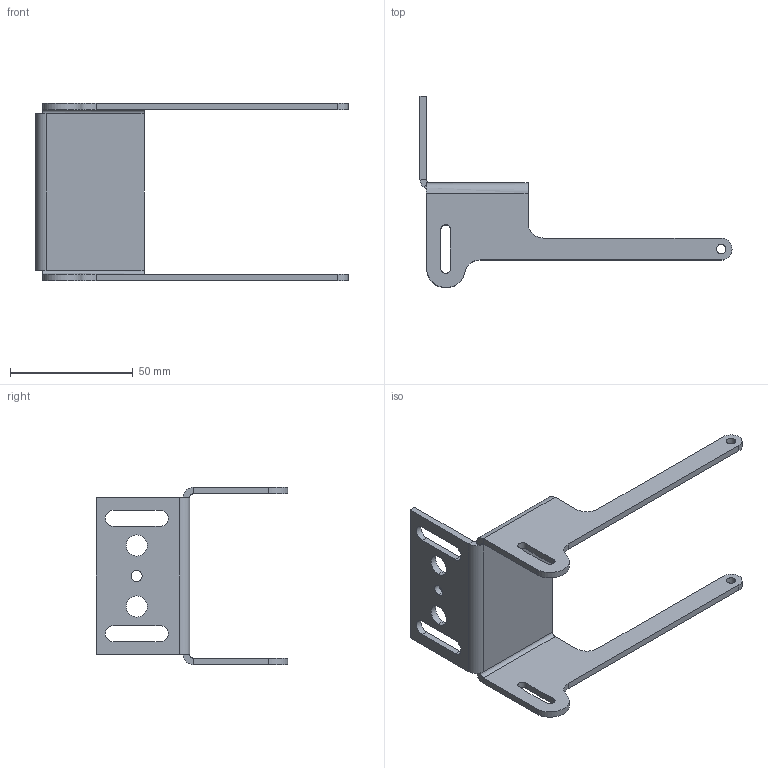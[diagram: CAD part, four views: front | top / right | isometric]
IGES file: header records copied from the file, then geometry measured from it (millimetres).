
Start section:  PTC IGES file: 155389.igs
Global section: file name: 155389.igs; native system: Pro/ENGINEER by Parametric Technology Corporation; preprocessor: 2009141; author: banengservice; organization: Unknown; date: 20110505.114212; units: inch
Bounding box: 127.24 x 78.11 x 72.24 mm (x, y, z)
Volume: 23352 mm3; surface area: 20412.9 mm2
Topology: 1 solids, 1 shells, 297 faces, 837 edges, 550 vertices
Faces by surface type: bspline 261, revolution 36
